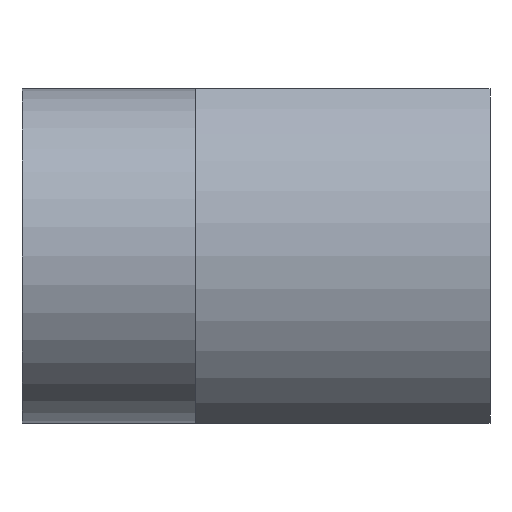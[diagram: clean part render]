
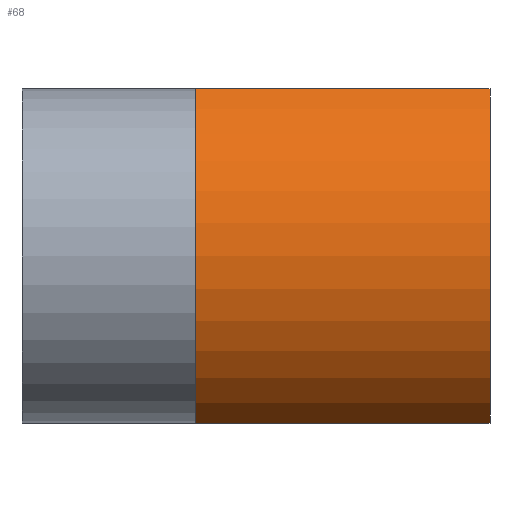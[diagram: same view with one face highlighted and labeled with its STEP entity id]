
A CAD part, front view. The second image highlights one B-rep face of the part: STEP entity #68.
In plain terms, the highlighted cylindrical face has radius 4.763 mm (diameter 9.525 mm), a partial arc.
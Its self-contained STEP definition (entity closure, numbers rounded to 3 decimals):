
#27=CARTESIAN_POINT('',(32.385,0.,0.));
#28=DIRECTION('',(-1.,0.,-0.));
#29=DIRECTION('',(-0.,0.,1.));
#30=AXIS2_PLACEMENT_3D('',#27,#28,#29);
#31=CYLINDRICAL_SURFACE('',#30,4.763);
#32=CARTESIAN_POINT('',(32.385,-2.633,-3.969));
#33=VERTEX_POINT('',#32);
#34=CARTESIAN_POINT('',(25.4,-2.633,-3.969));
#35=VERTEX_POINT('',#34);
#36=CARTESIAN_POINT('',(32.385,-2.633,-3.969));
#37=DIRECTION('',(-1.,0.,-0.));
#38=VECTOR('',#37,6.985);
#39=LINE('',#36,#38);
#40=EDGE_CURVE('',#33,#35,#39,.T.);
#41=ORIENTED_EDGE('',*,*,#40,.F.);
#42=CARTESIAN_POINT('',(32.385,-2.633,3.969));
#43=VERTEX_POINT('',#42);
#44=CARTESIAN_POINT('',(32.385,0.,0.));
#45=DIRECTION('',(1.,0.,0.));
#46=DIRECTION('',(0.,0.,-1.));
#47=AXIS2_PLACEMENT_3D('',#44,#45,#46);
#48=CIRCLE('',#47,4.763);
#49=EDGE_CURVE('',#43,#33,#48,.T.);
#50=ORIENTED_EDGE('',*,*,#49,.F.);
#51=CARTESIAN_POINT('',(25.4,-2.633,3.969));
#52=VERTEX_POINT('',#51);
#53=CARTESIAN_POINT('',(32.385,-2.633,3.969));
#54=DIRECTION('',(-1.,0.,-0.));
#55=VECTOR('',#54,6.985);
#56=LINE('',#53,#55);
#57=EDGE_CURVE('',#43,#52,#56,.T.);
#58=ORIENTED_EDGE('',*,*,#57,.T.);
#59=CARTESIAN_POINT('',(25.4,0.,0.));
#60=DIRECTION('',(1.,0.,0.));
#61=DIRECTION('',(0.,0.,-1.));
#62=AXIS2_PLACEMENT_3D('',#59,#60,#61);
#63=CIRCLE('',#62,4.763);
#64=EDGE_CURVE('',#52,#35,#63,.T.);
#65=ORIENTED_EDGE('',*,*,#64,.T.);
#66=EDGE_LOOP('',(#41,#50,#58,#65));
#67=FACE_BOUND('',#66,.T.);
#68=ADVANCED_FACE('',(#67),#31,.T.);
